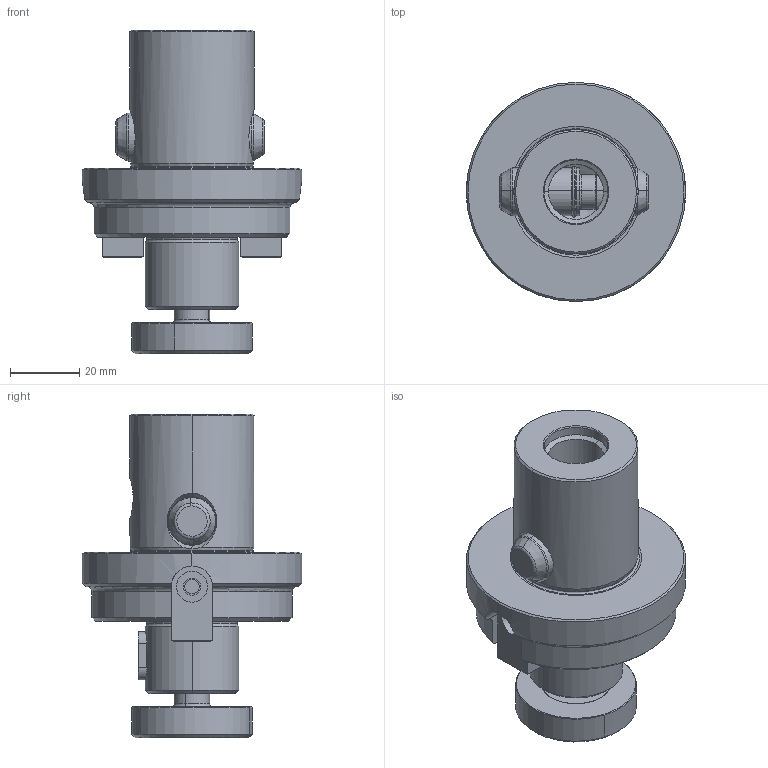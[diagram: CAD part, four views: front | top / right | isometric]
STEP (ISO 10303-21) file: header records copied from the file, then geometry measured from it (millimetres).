
FILE_DESCRIPTION(('no description'),'unknown implementation level');
FILE_NAME('E7A89B13-1CAE-4C81-A604-B121C5144033_export.stp',' ',('CIMSOURCE GmbH'),('CADClick - KiM GmbH - www.kimweb.de'),'unknown preprocess','ACIS','unknown authorization');
FILE_SCHEMA(('automotive_design'));
Length unit declared in the file: millimetre
Products named in the file (8): 335.432 Kaiser CKS6 X F27|691.607 Kaiser ETL MST 27 (Paar)_Standard;NONE; 335.432 Kaiser CKS6 X F27|690.705 Kaiser ETL FR27_M12_Standard-1;NONE; 335.432 Kaiser CKS6 X F27|690.705 Kaiser ETL FR27_M12_Standard;NONE; 335.432 Kaiser CKS6 X F27|335.432 Kaiser CKS6 X F27_Standard;NONE; 335.432 Kaiser CKS6 X F27|691.602 Kaiser ETL FK 7 X 7_Standard;NONE; 335.432 Kaiser CKS6 X F27|691.506 Kaiser ETL D14 X 43K_Standard|693.305 Sprengring_Standard;NONE; 335.432 Kaiser CKS6 X F27|691.506 Kaiser ETL D14 X 43K_Standard|691.526 Mitnehmerbolzen_Standard;NONE
Bounding box: 63.5 x 63.5 x 93.81 mm (x, y, z)
Volume: 109623 mm3; surface area: 31985.7 mm2
Topology: 8 solids, 8 shells, 228 faces, 524 edges, 311 vertices
Faces by surface type: cylinder 78, plane 70, cone 46, torus 34
Entity records: 13605 total; most frequent: CARTESIAN_POINT 2276, DIRECTION 1136, STYLED_ITEM 1069, PRESENTATION_STYLE_ASSIGNMENT 1069, COLOUR_RGB 1069, ORIENTED_EDGE 1044, EDGE_CURVE 522, CURVE_STYLE 522
